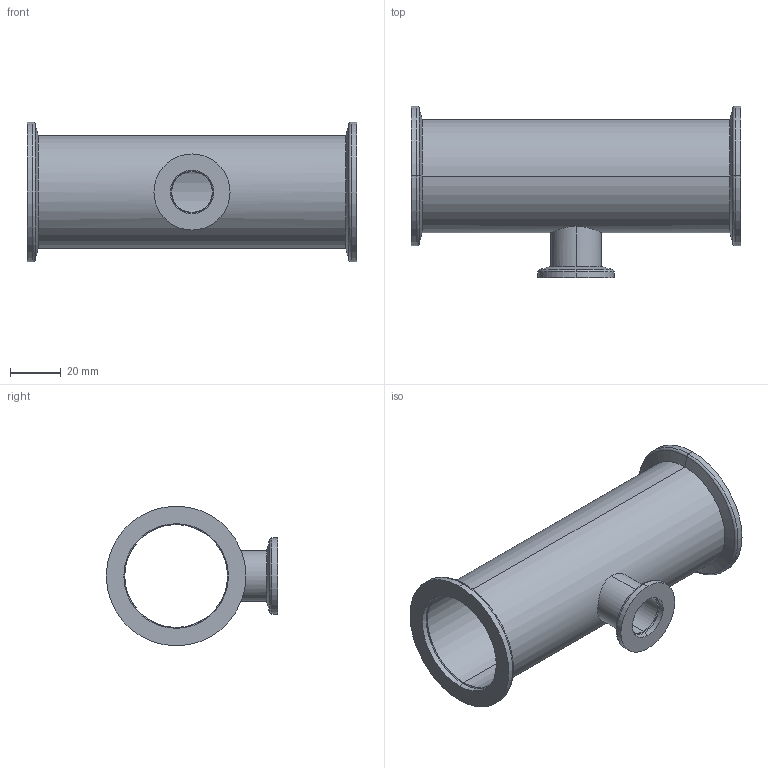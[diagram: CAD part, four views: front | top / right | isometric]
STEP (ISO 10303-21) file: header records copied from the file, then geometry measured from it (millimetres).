
FILE_DESCRIPTION (( 'STEP AP214' ), '1' );
FILE_NAME ('120RTR040-016.stp', '2017-06-07T08:10:25', ( '' ), ( '' ), 'SwSTEP 2.0', 'SolidWorks 2015', '' );
FILE_SCHEMA (( 'AUTOMOTIVE_DESIGN' ));
Length unit declared in the file: millimetre
Products named in the file (1): 120RTR040-016
Bounding box: 130 x 67.5 x 55 mm (x, y, z)
Volume: 43490.8 mm3; surface area: 41748.9 mm2
Topology: 2 solids, 2 shells, 58 faces, 122 edges, 74 vertices
Faces by surface type: cylinder 30, torus 12, plane 10, cone 6
Entity records: 2629 total; most frequent: CARTESIAN_POINT 651, DIRECTION 302, ORIENTED_EDGE 244, AXIS2_PLACEMENT_3D 133, EDGE_CURVE 122, VERTEX_POINT 74, CIRCLE 74, EDGE_LOOP 70
